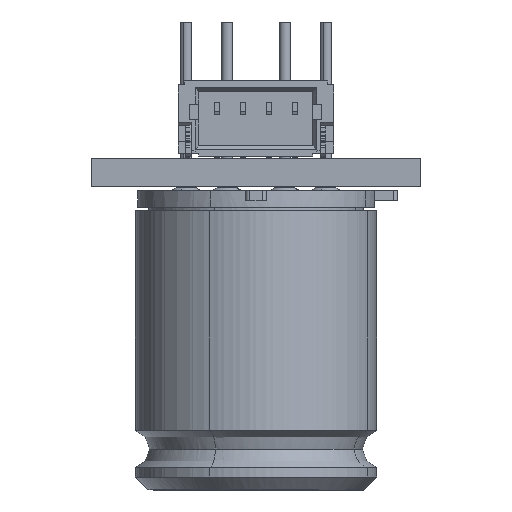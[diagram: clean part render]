
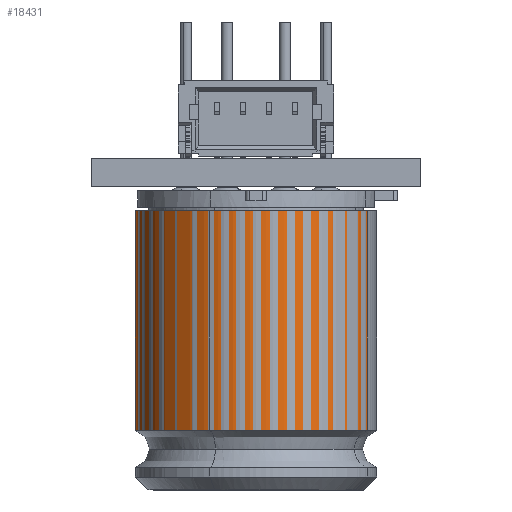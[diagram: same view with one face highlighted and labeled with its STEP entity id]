
A CAD part, front view. The second image highlights one B-rep face of the part: STEP entity #18431.
In plain terms, the highlighted free-form (B-spline) face has degree [2, 1] with [5, 2] control points.
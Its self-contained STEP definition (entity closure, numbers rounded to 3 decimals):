
#15942 = ( BOUNDED_SURFACE() B_SPLINE_SURFACE(2,2,(
    (#15943,#15944,#15945)
    ,(#15946,#15947,#15948)
    ,(#15949,#15950,#15951)
    ,(#15952,#15953,#15954)
    ,(#15955,#15956,#15957
)),.UNSPECIFIED.,.F.,.F.,.F.) B_SPLINE_SURFACE_WITH_KNOTS((3,2,3),(3,3),
  (3.142,4.712,6.283),(3.142,
    4.429),.PIECEWISE_BEZIER_KNOTS.) 
GEOMETRIC_REPRESENTATION_ITEM() RATIONAL_B_SPLINE_SURFACE((
    (1.,0.8,1.)
    ,(0.707,0.566,0.707)
    ,(1.,0.8,1.)
    ,(0.707,0.566,0.707)
,(1.,0.8,1.))) REPRESENTATION_ITEM('') SURFACE() );
#15943 = CARTESIAN_POINT('',(0.,9.97,-4.11));
#15944 = CARTESIAN_POINT('',(0.,9.408,-4.11));
#15945 = CARTESIAN_POINT('',(0.,9.25,-4.65));
#15946 = CARTESIAN_POINT('',(-4.11,9.97,-4.11));
#15947 = CARTESIAN_POINT('',(-4.11,9.408,-4.11));
#15948 = CARTESIAN_POINT('',(-4.65,9.25,-4.65));
#15949 = CARTESIAN_POINT('',(-4.11,9.97,0.));
#15950 = CARTESIAN_POINT('',(-4.11,9.408,0.));
#15951 = CARTESIAN_POINT('',(-4.65,9.25,0.));
#15952 = CARTESIAN_POINT('',(-4.11,9.97,4.11));
#15953 = CARTESIAN_POINT('',(-4.11,9.408,4.11));
#15954 = CARTESIAN_POINT('',(-4.65,9.25,4.65));
#15955 = CARTESIAN_POINT('',(0.,9.97,4.11));
#15956 = CARTESIAN_POINT('',(0.,9.408,4.11));
#15957 = CARTESIAN_POINT('',(0.,9.25,4.65));
#16276 = VERTEX_POINT('',#16277);
#16277 = CARTESIAN_POINT('',(0.,0.77,4.65));
#16278 = VERTEX_POINT('',#16279);
#16279 = CARTESIAN_POINT('',(0.,0.77,-4.65));
#16288 = ( BOUNDED_SURFACE() B_SPLINE_SURFACE(2,1,(
    (#16289,#16290)
    ,(#16291,#16292)
    ,(#16293,#16294)
    ,(#16295,#16296)
    ,(#16297,#16298
)),.UNSPECIFIED.,.F.,.F.,.F.) B_SPLINE_SURFACE_WITH_KNOTS((3,2,3),(2,2),
  (0.,1.571,3.142),(-10.78,-2.3),
.PIECEWISE_BEZIER_KNOTS.) GEOMETRIC_REPRESENTATION_ITEM() 
RATIONAL_B_SPLINE_SURFACE((
    (1.,1.)
    ,(0.707,0.707)
    ,(1.,1.)
    ,(0.707,0.707)
,(1.,1.))) REPRESENTATION_ITEM('') SURFACE() );
#16289 = CARTESIAN_POINT('',(0.,0.77,4.65));
#16290 = CARTESIAN_POINT('',(0.,9.25,4.65));
#16291 = CARTESIAN_POINT('',(4.65,0.77,4.65));
#16292 = CARTESIAN_POINT('',(4.65,9.25,4.65));
#16293 = CARTESIAN_POINT('',(4.65,0.77,0.));
#16294 = CARTESIAN_POINT('',(4.65,9.25,0.));
#16295 = CARTESIAN_POINT('',(4.65,0.77,-4.65));
#16296 = CARTESIAN_POINT('',(4.65,9.25,-4.65));
#16297 = CARTESIAN_POINT('',(0.,0.77,-4.65));
#16298 = CARTESIAN_POINT('',(0.,9.25,-4.65));
#16308 = B_SPLINE_SURFACE_WITH_KNOTS('',1,1,(
    (#16309,#16310)
    ,(#16311,#16312
  )),.UNSPECIFIED.,.F.,.F.,.F.,(2,2),(2,2),(-4.65,4.65),(-4.65,4.65),
  .PIECEWISE_BEZIER_KNOTS.);
#16309 = CARTESIAN_POINT('',(-4.65,0.77,4.65));
#16310 = CARTESIAN_POINT('',(4.65,0.77,4.65));
#16311 = CARTESIAN_POINT('',(-4.65,0.77,-4.65));
#16312 = CARTESIAN_POINT('',(4.65,0.77,-4.65));
#16322 = EDGE_CURVE('',#16278,#16323,#16325,.T.);
#16323 = VERTEX_POINT('',#16324);
#16324 = CARTESIAN_POINT('',(0.,9.25,-4.65));
#16325 = SURFACE_CURVE('',#16326,(#16329,#16336),.PCURVE_S1.);
#16326 = B_SPLINE_CURVE_WITH_KNOTS('',1,(#16327,#16328),.UNSPECIFIED.,
  .F.,.F.,(2,2),(-10.78,-2.3),.PIECEWISE_BEZIER_KNOTS.);
#16327 = CARTESIAN_POINT('',(0.,0.77,-4.65));
#16328 = CARTESIAN_POINT('',(0.,9.25,-4.65));
#16329 = PCURVE('',#16288,#16330);
#16330 = DEFINITIONAL_REPRESENTATION('',(#16331),#16335);
#16331 = B_SPLINE_CURVE_WITH_KNOTS('',2,(#16332,#16333,#16334),
  .UNSPECIFIED.,.F.,.F.,(3,3),(-10.78,-2.3),.PIECEWISE_BEZIER_KNOTS.);
#16332 = CARTESIAN_POINT('',(3.142,-10.78));
#16333 = CARTESIAN_POINT('',(3.142,-6.54));
#16334 = CARTESIAN_POINT('',(3.142,-2.3));
#16335 = ( GEOMETRIC_REPRESENTATION_CONTEXT(2) 
PARAMETRIC_REPRESENTATION_CONTEXT() REPRESENTATION_CONTEXT('2D SPACE',''
  ) );
#16336 = PCURVE('',#16337,#16348);
#16337 = ( BOUNDED_SURFACE() B_SPLINE_SURFACE(2,1,(
    (#16338,#16339)
    ,(#16340,#16341)
    ,(#16342,#16343)
    ,(#16344,#16345)
    ,(#16346,#16347
)),.UNSPECIFIED.,.F.,.F.,.F.) B_SPLINE_SURFACE_WITH_KNOTS((3,2,3),(2,2),
  (3.142,4.712,6.283),(-10.78,-2.3),
.PIECEWISE_BEZIER_KNOTS.) GEOMETRIC_REPRESENTATION_ITEM() 
RATIONAL_B_SPLINE_SURFACE((
    (1.,1.)
    ,(0.707,0.707)
    ,(1.,1.)
    ,(0.707,0.707)
,(1.,1.))) REPRESENTATION_ITEM('') SURFACE() );
#16338 = CARTESIAN_POINT('',(0.,0.77,-4.65));
#16339 = CARTESIAN_POINT('',(0.,9.25,-4.65));
#16340 = CARTESIAN_POINT('',(-4.65,0.77,-4.65));
#16341 = CARTESIAN_POINT('',(-4.65,9.25,-4.65));
#16342 = CARTESIAN_POINT('',(-4.65,0.77,0.));
#16343 = CARTESIAN_POINT('',(-4.65,9.25,0.));
#16344 = CARTESIAN_POINT('',(-4.65,0.77,4.65));
#16345 = CARTESIAN_POINT('',(-4.65,9.25,4.65));
#16346 = CARTESIAN_POINT('',(0.,0.77,4.65));
#16347 = CARTESIAN_POINT('',(0.,9.25,4.65));
#16348 = DEFINITIONAL_REPRESENTATION('',(#16349),#16353);
#16349 = B_SPLINE_CURVE_WITH_KNOTS('',2,(#16350,#16351,#16352),
  .UNSPECIFIED.,.F.,.F.,(3,3),(-10.78,-2.3),.PIECEWISE_BEZIER_KNOTS.);
#16350 = CARTESIAN_POINT('',(3.142,-10.78));
#16351 = CARTESIAN_POINT('',(3.142,-6.54));
#16352 = CARTESIAN_POINT('',(3.142,-2.3));
#16353 = ( GEOMETRIC_REPRESENTATION_CONTEXT(2) 
PARAMETRIC_REPRESENTATION_CONTEXT() REPRESENTATION_CONTEXT('2D SPACE',''
  ) );
#16356 = VERTEX_POINT('',#16357);
#16357 = CARTESIAN_POINT('',(0.,9.25,4.65));
#16384 = EDGE_CURVE('',#16276,#16356,#16385,.T.);
#16385 = SURFACE_CURVE('',#16386,(#16389,#16396),.PCURVE_S1.);
#16386 = B_SPLINE_CURVE_WITH_KNOTS('',1,(#16387,#16388),.UNSPECIFIED.,
  .F.,.F.,(2,2),(-10.78,-2.3),.PIECEWISE_BEZIER_KNOTS.);
#16387 = CARTESIAN_POINT('',(0.,0.77,4.65));
#16388 = CARTESIAN_POINT('',(0.,9.25,4.65));
#16389 = PCURVE('',#16288,#16390);
#16390 = DEFINITIONAL_REPRESENTATION('',(#16391),#16395);
#16391 = B_SPLINE_CURVE_WITH_KNOTS('',2,(#16392,#16393,#16394),
  .UNSPECIFIED.,.F.,.F.,(3,3),(-10.78,-2.3),.PIECEWISE_BEZIER_KNOTS.);
#16392 = CARTESIAN_POINT('',(0.,-10.78));
#16393 = CARTESIAN_POINT('',(0.,-6.54));
#16394 = CARTESIAN_POINT('',(0.,-2.3));
#16395 = ( GEOMETRIC_REPRESENTATION_CONTEXT(2) 
PARAMETRIC_REPRESENTATION_CONTEXT() REPRESENTATION_CONTEXT('2D SPACE',''
  ) );
#16396 = PCURVE('',#16337,#16397);
#16397 = DEFINITIONAL_REPRESENTATION('',(#16398),#16402);
#16398 = B_SPLINE_CURVE_WITH_KNOTS('',2,(#16399,#16400,#16401),
  .UNSPECIFIED.,.F.,.F.,(3,3),(-10.78,-2.3),.PIECEWISE_BEZIER_KNOTS.);
#16399 = CARTESIAN_POINT('',(6.283,-10.78));
#16400 = CARTESIAN_POINT('',(6.283,-6.54));
#16401 = CARTESIAN_POINT('',(6.283,-2.3));
#16402 = ( GEOMETRIC_REPRESENTATION_CONTEXT(2) 
PARAMETRIC_REPRESENTATION_CONTEXT() REPRESENTATION_CONTEXT('2D SPACE',''
  ) );
#16428 = EDGE_CURVE('',#16323,#16356,#16429,.T.);
#16429 = SURFACE_CURVE('',#16430,(#16436,#16445),.PCURVE_S1.);
#16430 = ( BOUNDED_CURVE() B_SPLINE_CURVE(2,(#16431,#16432,#16433,#16434
,#16435),.UNSPECIFIED.,.F.,.F.) B_SPLINE_CURVE_WITH_KNOTS((3,2,3),(
    3.142,4.712,6.283),
.PIECEWISE_BEZIER_KNOTS.) CURVE() GEOMETRIC_REPRESENTATION_ITEM() 
RATIONAL_B_SPLINE_CURVE((1.,0.707,1.,0.707,1.)) 
REPRESENTATION_ITEM('') );
#16431 = CARTESIAN_POINT('',(0.,9.25,-4.65));
#16432 = CARTESIAN_POINT('',(-4.65,9.25,-4.65));
#16433 = CARTESIAN_POINT('',(-4.65,9.25,0.));
#16434 = CARTESIAN_POINT('',(-4.65,9.25,4.65));
#16435 = CARTESIAN_POINT('',(0.,9.25,4.65));
#16436 = PCURVE('',#15942,#16437);
#16437 = DEFINITIONAL_REPRESENTATION('',(#16438),#16444);
#16438 = B_SPLINE_CURVE_WITH_KNOTS('',2,(#16439,#16440,#16441,#16442,
    #16443),.UNSPECIFIED.,.F.,.F.,(3,2,3),(3.142,4.712,
    6.283),.PIECEWISE_BEZIER_KNOTS.);
#16439 = CARTESIAN_POINT('',(3.142,4.429));
#16440 = CARTESIAN_POINT('',(3.927,4.429));
#16441 = CARTESIAN_POINT('',(4.712,4.429));
#16442 = CARTESIAN_POINT('',(5.498,4.429));
#16443 = CARTESIAN_POINT('',(6.283,4.429));
#16444 = ( GEOMETRIC_REPRESENTATION_CONTEXT(2) 
PARAMETRIC_REPRESENTATION_CONTEXT() REPRESENTATION_CONTEXT('2D SPACE',''
  ) );
#16445 = PCURVE('',#16337,#16446);
#16446 = DEFINITIONAL_REPRESENTATION('',(#16447),#16453);
#16447 = B_SPLINE_CURVE_WITH_KNOTS('',2,(#16448,#16449,#16450,#16451,
    #16452),.UNSPECIFIED.,.F.,.F.,(3,2,3),(3.142,4.712,
    6.283),.PIECEWISE_BEZIER_KNOTS.);
#16448 = CARTESIAN_POINT('',(3.142,-2.3));
#16449 = CARTESIAN_POINT('',(3.927,-2.3));
#16450 = CARTESIAN_POINT('',(4.712,-2.3));
#16451 = CARTESIAN_POINT('',(5.498,-2.3));
#16452 = CARTESIAN_POINT('',(6.283,-2.3));
#16453 = ( GEOMETRIC_REPRESENTATION_CONTEXT(2) 
PARAMETRIC_REPRESENTATION_CONTEXT() REPRESENTATION_CONTEXT('2D SPACE',''
  ) );
#18431 = ADVANCED_FACE('',(#18432),#16337,.T.);
#18432 = FACE_BOUND('',#18433,.T.);
#18433 = EDGE_LOOP('',(#18434,#18435,#18462,#18463));
#18434 = ORIENTED_EDGE('',*,*,#16322,.F.);
#18435 = ORIENTED_EDGE('',*,*,#18436,.T.);
#18436 = EDGE_CURVE('',#16278,#16276,#18437,.T.);
#18437 = SURFACE_CURVE('',#18438,(#18444,#18453),.PCURVE_S1.);
#18438 = ( BOUNDED_CURVE() B_SPLINE_CURVE(2,(#18439,#18440,#18441,#18442
,#18443),.UNSPECIFIED.,.F.,.F.) B_SPLINE_CURVE_WITH_KNOTS((3,2,3),(
    3.142,4.712,6.283),
.PIECEWISE_BEZIER_KNOTS.) CURVE() GEOMETRIC_REPRESENTATION_ITEM() 
RATIONAL_B_SPLINE_CURVE((1.,0.707,1.,0.707,1.)) 
REPRESENTATION_ITEM('') );
#18439 = CARTESIAN_POINT('',(0.,0.77,-4.65));
#18440 = CARTESIAN_POINT('',(-4.65,0.77,-4.65));
#18441 = CARTESIAN_POINT('',(-4.65,0.77,0.));
#18442 = CARTESIAN_POINT('',(-4.65,0.77,4.65));
#18443 = CARTESIAN_POINT('',(0.,0.77,4.65));
#18444 = PCURVE('',#16337,#18445);
#18445 = DEFINITIONAL_REPRESENTATION('',(#18446),#18452);
#18446 = B_SPLINE_CURVE_WITH_KNOTS('',2,(#18447,#18448,#18449,#18450,
    #18451),.UNSPECIFIED.,.F.,.F.,(3,2,3),(3.142,4.712,
    6.283),.PIECEWISE_BEZIER_KNOTS.);
#18447 = CARTESIAN_POINT('',(3.142,-10.78));
#18448 = CARTESIAN_POINT('',(3.927,-10.78));
#18449 = CARTESIAN_POINT('',(4.712,-10.78));
#18450 = CARTESIAN_POINT('',(5.498,-10.78));
#18451 = CARTESIAN_POINT('',(6.283,-10.78));
#18452 = ( GEOMETRIC_REPRESENTATION_CONTEXT(2) 
PARAMETRIC_REPRESENTATION_CONTEXT() REPRESENTATION_CONTEXT('2D SPACE',''
  ) );
#18453 = PCURVE('',#16308,#18454);
#18454 = DEFINITIONAL_REPRESENTATION('',(#18455),#18461);
#18455 = ( BOUNDED_CURVE() B_SPLINE_CURVE(2,(#18456,#18457,#18458,#18459
,#18460),.UNSPECIFIED.,.F.,.F.) B_SPLINE_CURVE_WITH_KNOTS((3,2,3),(
    3.142,4.712,6.283),
.PIECEWISE_BEZIER_KNOTS.) CURVE() GEOMETRIC_REPRESENTATION_ITEM() 
RATIONAL_B_SPLINE_CURVE((1.,0.707,1.,0.707,1.)) 
REPRESENTATION_ITEM('') );
#18456 = CARTESIAN_POINT('',(4.65,0.));
#18457 = CARTESIAN_POINT('',(4.65,-4.65));
#18458 = CARTESIAN_POINT('',(0.,-4.65));
#18459 = CARTESIAN_POINT('',(-4.65,-4.65));
#18460 = CARTESIAN_POINT('',(-4.65,0.));
#18461 = ( GEOMETRIC_REPRESENTATION_CONTEXT(2) 
PARAMETRIC_REPRESENTATION_CONTEXT() REPRESENTATION_CONTEXT('2D SPACE',''
  ) );
#18462 = ORIENTED_EDGE('',*,*,#16384,.T.);
#18463 = ORIENTED_EDGE('',*,*,#16428,.F.);
